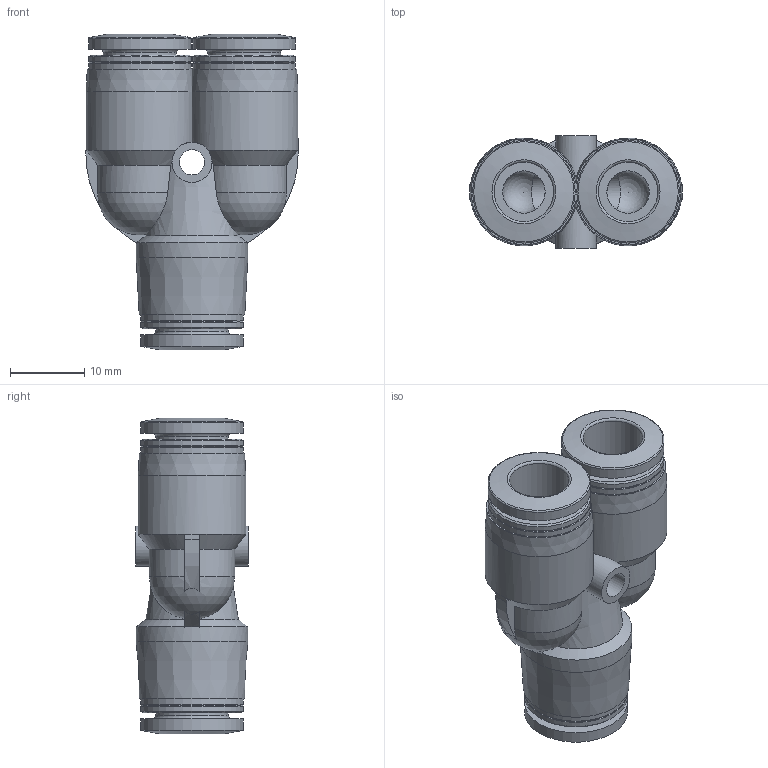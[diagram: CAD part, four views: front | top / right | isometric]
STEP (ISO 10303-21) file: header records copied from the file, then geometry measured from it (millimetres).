
FILE_DESCRIPTION(/* description */ ('STEP AP214'),/* implementation_level */ '2;1');
FILE_NAME(/* name */ '133121_NPQP-Y-Q8-E-FD-P10',/* time_stamp */ '2024-09-13T08:19:21+02:00',/* author */ ('License CC BY-ND 4.0'),/* organization */ ('CADENAS'),/* preprocessor_version */ 'ST-DEVELOPER v19.3',/* originating_system */ 'PARTsolutions',/* authorisation */ ' ');
FILE_SCHEMA (('AUTOMOTIVE_DESIGN {1 0 10303 214 3 1 1}'));
Length unit declared in the file: millimetre
Products named in the file (1): 133121 NPQP-Y-Q8-E-FD-P10
Bounding box: 28.5 x 15.1 x 42.4 mm (x, y, z)
Volume: 6762.7 mm3; surface area: 5534.9 mm2
Topology: 1 solids, 1 shells, 97 faces, 227 edges, 138 vertices
Faces by surface type: cylinder 33, plane 29, cone 23, torus 8, sphere 4
Full cylindrical faces by diameter (mm): 3.4 x1, 4.7 x1, 4.9 x1, 5.4 x2, 5.7 x2, 8 x3, 9.8 x3, 13.8 x9, 15 x1
Entity records: 2607 total; most frequent: CARTESIAN_POINT 617, DIRECTION 416, ORIENTED_EDGE 342, AXIS2_PLACEMENT_3D 195, EDGE_CURVE 171, EDGE_LOOP 156, FACE_BOUND 156, VERTEX_POINT 129
